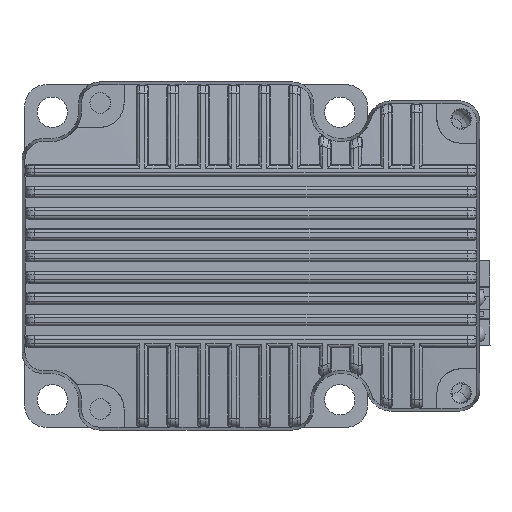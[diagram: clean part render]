
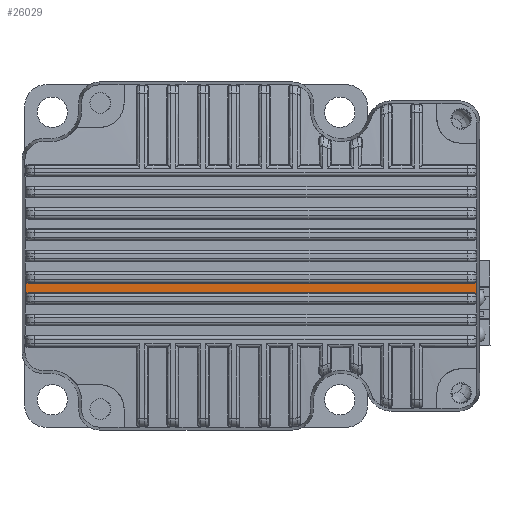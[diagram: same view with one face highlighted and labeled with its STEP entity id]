
A CAD part, front view. The second image highlights one B-rep face of the part: STEP entity #26029.
In plain terms, the highlighted cylindrical face has radius 272.359 mm (diameter 544.717 mm), a partial arc.
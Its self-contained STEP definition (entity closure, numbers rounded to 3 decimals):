
#114 = VERTEX_POINT ( 'NONE', #16713 ) ;
#2232 = VERTEX_POINT ( 'NONE', #11346 ) ;
#2311 = CARTESIAN_POINT ( 'NONE',  ( -16.712, -108.084, 55.541 ) ) ;
#3117 = CARTESIAN_POINT ( 'NONE',  ( 56.518, -108.114, 57.1 ) ) ;
#3392 = CARTESIAN_POINT ( 'NONE',  ( 56.831, -108.118, 57.339 ) ) ;
#3554 = DIRECTION ( 'NONE',  ( -1., 0., 0. ) ) ;
#3666 = EDGE_CURVE ( 'NONE', #4565, #2232, #8941, .T. ) ;
#3668 = CARTESIAN_POINT ( 'NONE',  ( 56.886, -108.12, 57.468 ) ) ;
#4081 = EDGE_CURVE ( 'NONE', #40014, #31726, #29825, .T. ) ;
#4494 = VERTEX_POINT ( 'NONE', #19997 ) ;
#4565 = VERTEX_POINT ( 'NONE', #22849 ) ;
#5182 = ORIENTED_EDGE ( 'NONE', *, *, #11789, .T. ) ;
#6009 = CARTESIAN_POINT ( 'NONE',  ( -16.711, -108.114, 57.1 ) ) ;
#6205 = CARTESIAN_POINT ( 'NONE',  ( 56.386, -108.084, 55.541 ) ) ;
#6553 = CARTESIAN_POINT ( 'NONE',  ( -17.211, -108.122, 57.6 ) ) ;
#6579 = CARTESIAN_POINT ( 'NONE',  ( 56.886, -108.122, 57.6 ) ) ;
#8941 =( BOUNDED_CURVE ( )  B_SPLINE_CURVE ( 3, ( #15115, #28407, #12284, #19498 ),
 .UNSPECIFIED., .F., .F. ) 
 B_SPLINE_CURVE_WITH_KNOTS ( ( 4, 4 ),
 ( 3.118, 3.127 ),
 .UNSPECIFIED. ) 
 CURVE ( )  GEOMETRIC_REPRESENTATION_ITEM ( )  RATIONAL_B_SPLINE_CURVE ( ( 1., 1., 1., 1. ) ) 
 REPRESENTATION_ITEM ( '' )  );
#9566 = VECTOR ( 'NONE', #38409, 1000. ) ;
#9747 = CARTESIAN_POINT ( 'NONE',  ( 56.886, -108.076, 55.174 ) ) ;
#9958 = CARTESIAN_POINT ( 'NONE',  ( -17.157, -108.118, 57.339 ) ) ;
#10241 = EDGE_CURVE ( 'NONE', #4494, #31726, #40843, .T. ) ;
#11346 = CARTESIAN_POINT ( 'NONE',  ( -17.211, -108.122, 57.6 ) ) ;
#11789 = EDGE_CURVE ( 'NONE', #114, #17372, #33276, .T. ) ;
#12284 = CARTESIAN_POINT ( 'NONE',  ( -17.211, -108.11, 56.747 ) ) ;
#12410 = DIRECTION ( 'NONE',  ( -1., 0., 0. ) ) ;
#12731 = CARTESIAN_POINT ( 'NONE',  ( 184.931, -108.114, 57.1 ) ) ;
#13036 = CARTESIAN_POINT ( 'NONE',  ( -17.158, -108.079, 55.303 ) ) ;
#13363 = CARTESIAN_POINT ( 'NONE',  ( -16.972, -108.115, 57.154 ) ) ;
#14976 = AXIS2_PLACEMENT_3D ( 'NONE', #22501, #12410, #22357 ) ;
#15115 = CARTESIAN_POINT ( 'NONE',  ( -17.212, -108.073, 55.042 ) ) ;
#15958 = CARTESIAN_POINT ( 'NONE',  ( 56.886, -108.073, 55.042 ) ) ;
#16088 = EDGE_CURVE ( 'NONE', #114, #4494, #30738, .T. ) ;
#16120 = ORIENTED_EDGE ( 'NONE', *, *, #36221, .T. ) ;
#16146 = CARTESIAN_POINT ( 'NONE',  ( 56.386, -108.084, 55.541 ) ) ;
#16383 = CARTESIAN_POINT ( 'NONE',  ( 56.386, -108.114, 57.1 ) ) ;
#16713 = CARTESIAN_POINT ( 'NONE',  ( 56.886, -108.122, 57.6 ) ) ;
#17372 = VERTEX_POINT ( 'NONE', #25412 ) ;
#19419 = CARTESIAN_POINT ( 'NONE',  ( -16.712, -108.084, 55.541 ) ) ;
#19498 = CARTESIAN_POINT ( 'NONE',  ( -17.211, -108.122, 57.6 ) ) ;
#19550 = CARTESIAN_POINT ( 'NONE',  ( -16.973, -108.083, 55.487 ) ) ;
#19820 = CARTESIAN_POINT ( 'NONE',  ( 56.518, -108.084, 55.541 ) ) ;
#19997 = CARTESIAN_POINT ( 'NONE',  ( 56.886, -108.073, 55.042 ) ) ;
#20075 = B_SPLINE_CURVE_WITH_KNOTS ( 'NONE', 3,
 ( #38345, #41625, #13036, #19550, #25789, #19419 ),
 .UNSPECIFIED., .F., .F.,
 ( 4, 2, 4 ),
 ( 0., 0., 0.001 ),
 .UNSPECIFIED. ) ;
#21229 = EDGE_CURVE ( 'NONE', #4565, #40014, #20075, .T. ) ;
#21273 = ORIENTED_EDGE ( 'NONE', *, *, #16088, .F. ) ;
#22357 = DIRECTION ( 'NONE',  ( 0., 0., 1. ) ) ;
#22501 = CARTESIAN_POINT ( 'NONE',  ( 184.931, 164.208, 61.57 ) ) ;
#22518 = EDGE_CURVE ( 'NONE', #29901, #2232, #24258, .T. ) ;
#22849 = CARTESIAN_POINT ( 'NONE',  ( -17.212, -108.073, 55.042 ) ) ;
#22877 = CARTESIAN_POINT ( 'NONE',  ( -16.711, -108.114, 57.1 ) ) ;
#22939 = CARTESIAN_POINT ( 'NONE',  ( 56.886, -108.122, 57.6 ) ) ;
#24258 = B_SPLINE_CURVE_WITH_KNOTS ( 'NONE', 3,
 ( #22877, #32581, #13363, #9958, #29608, #6553 ),
 .UNSPECIFIED., .F., .F.,
 ( 4, 2, 4 ),
 ( 0., 0., 0.001 ),
 .UNSPECIFIED. ) ;
#25412 = CARTESIAN_POINT ( 'NONE',  ( 56.386, -108.114, 57.1 ) ) ;
#25789 = CARTESIAN_POINT ( 'NONE',  ( -16.844, -108.084, 55.541 ) ) ;
#26029 = ADVANCED_FACE ( 'NONE', ( #40030 ), #33413, .T. ) ;
#26045 = CARTESIAN_POINT ( 'NONE',  ( 56.832, -108.079, 55.303 ) ) ;
#26135 = ORIENTED_EDGE ( 'NONE', *, *, #10241, .F. ) ;
#26173 = CARTESIAN_POINT ( 'NONE',  ( 56.647, -108.115, 57.154 ) ) ;
#27033 = LINE ( 'NONE', #12731, #28028 ) ;
#28028 = VECTOR ( 'NONE', #3554, 1000. ) ;
#28407 = CARTESIAN_POINT ( 'NONE',  ( -17.211, -108.093, 55.894 ) ) ;
#29073 = CARTESIAN_POINT ( 'NONE',  ( 56.886, -108.11, 56.747 ) ) ;
#29608 = CARTESIAN_POINT ( 'NONE',  ( -17.211, -108.12, 57.468 ) ) ;
#29634 = CARTESIAN_POINT ( 'NONE',  ( 56.886, -108.073, 55.042 ) ) ;
#29825 = LINE ( 'NONE', #35140, #9566 ) ;
#29901 = VERTEX_POINT ( 'NONE', #6009 ) ;
#30028 = EDGE_LOOP ( 'NONE', ( #39234, #41235, #38054, #26135, #21273, #5182, #16120, #35685 ) ) ;
#30738 =( BOUNDED_CURVE ( )  B_SPLINE_CURVE ( 3, ( #6579, #29073, #36119, #29634 ),
 .UNSPECIFIED., .F., .F. ) 
 B_SPLINE_CURVE_WITH_KNOTS ( ( 4, 4 ),
 ( 0.015, 0.024 ),
 .UNSPECIFIED. ) 
 CURVE ( )  GEOMETRIC_REPRESENTATION_ITEM ( )  RATIONAL_B_SPLINE_CURVE ( ( 1., 1., 1., 1. ) ) 
 REPRESENTATION_ITEM ( '' )  );
#31726 = VERTEX_POINT ( 'NONE', #16146 ) ;
#32581 = CARTESIAN_POINT ( 'NONE',  ( -16.843, -108.114, 57.1 ) ) ;
#33276 = B_SPLINE_CURVE_WITH_KNOTS ( 'NONE', 3,
 ( #22939, #3668, #3392, #26173, #3117, #16383 ),
 .UNSPECIFIED., .F., .F.,
 ( 4, 2, 4 ),
 ( 0., 0., 0.001 ),
 .UNSPECIFIED. ) ;
#33413 = CYLINDRICAL_SURFACE ( 'NONE', #14976, 272.359 ) ;
#35140 = CARTESIAN_POINT ( 'NONE',  ( 184.931, -108.084, 55.541 ) ) ;
#35685 = ORIENTED_EDGE ( 'NONE', *, *, #22518, .T. ) ;
#36119 = CARTESIAN_POINT ( 'NONE',  ( 56.886, -108.093, 55.894 ) ) ;
#36221 = EDGE_CURVE ( 'NONE', #17372, #29901, #27033, .T. ) ;
#38054 = ORIENTED_EDGE ( 'NONE', *, *, #4081, .T. ) ;
#38345 = CARTESIAN_POINT ( 'NONE',  ( -17.212, -108.073, 55.042 ) ) ;
#38409 = DIRECTION ( 'NONE',  ( 1., 0., 0. ) ) ;
#38894 = CARTESIAN_POINT ( 'NONE',  ( 56.648, -108.083, 55.487 ) ) ;
#39234 = ORIENTED_EDGE ( 'NONE', *, *, #3666, .F. ) ;
#40014 = VERTEX_POINT ( 'NONE', #2311 ) ;
#40030 = FACE_OUTER_BOUND ( 'NONE', #30028, .T. ) ;
#40843 = B_SPLINE_CURVE_WITH_KNOTS ( 'NONE', 3,
 ( #15958, #9747, #26045, #38894, #19820, #6205 ),
 .UNSPECIFIED., .F., .F.,
 ( 4, 2, 4 ),
 ( 0., 0., 0.001 ),
 .UNSPECIFIED. ) ;
#41235 = ORIENTED_EDGE ( 'NONE', *, *, #21229, .T. ) ;
#41625 = CARTESIAN_POINT ( 'NONE',  ( -17.212, -108.076, 55.174 ) ) ;
